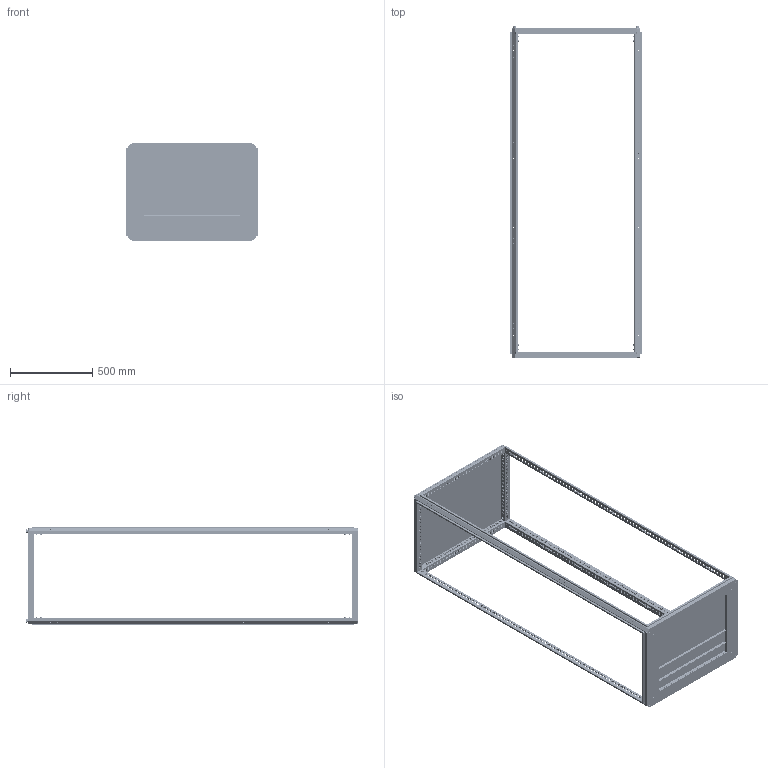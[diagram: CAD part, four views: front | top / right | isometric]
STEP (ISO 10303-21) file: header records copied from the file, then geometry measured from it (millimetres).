
FILE_DESCRIPTION (( 'STEP AP203' ), '1' );
FILE_NAME ('800õ600õ2000.STEP', '2021-09-17T13:30:09', ( '' ), ( '' ), 'SwSTEP 2.0', 'SolidWorks 2017', '' );
FILE_SCHEMA (( 'CONFIG_CONTROL_DESIGN' ));
Products named in the file (1): 800õ600õ2000
Bounding box: 800.19 x 2015 x 600.19 mm (x, y, z)
Volume: 5553322 mm3; surface area: 6258592.1 mm2
Topology: 124 solids, 124 shells, 10468 faces, 30340 edges, 20321 vertices
Faces by surface type: plane 7189, cylinder 2422, cone 513, bspline 344
Full cylindrical faces by diameter (mm): 3.4 x24, 4.2 x64, 5 x16, 5.2 x1000, 5.4 x64, 6 x68, 8 x1, 9.5 x1, 10 x8, 10.1 x4, 10.2 x8, 12 x4, 13 x4, 14 x4, 24 x4
Entity records: 366805 total; most frequent: CARTESIAN_POINT 96991, ORIENTED_EDGE 55426, DIRECTION 50692, EDGE_CURVE 27713, VECTOR 20560, LINE 20560, VERTEX_POINT 19193, EDGE_LOOP 16450
